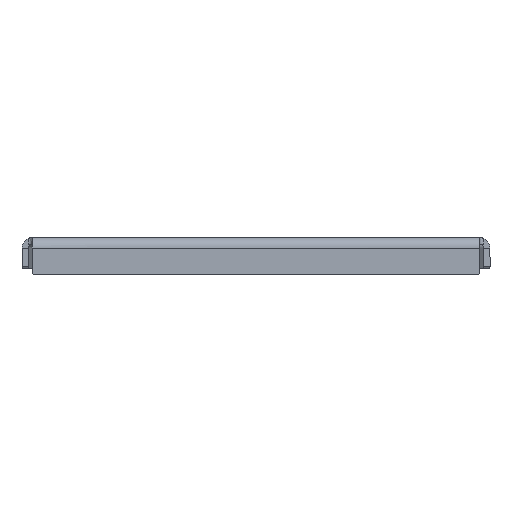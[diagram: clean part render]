
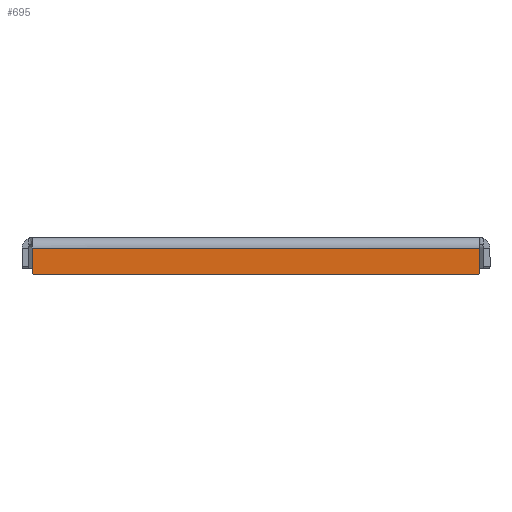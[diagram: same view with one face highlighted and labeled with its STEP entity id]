
A CAD part, front view. The second image highlights one B-rep face of the part: STEP entity #695.
In plain terms, the highlighted planar face has unit normal (0, -1, 0).
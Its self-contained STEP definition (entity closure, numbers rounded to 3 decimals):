
#11 = DIRECTION ( 'NONE',  ( 0., 0., 1. ) ) ;
#91 = AXIS2_PLACEMENT_3D ( 'NONE', #701, #1756, #836 ) ;
#95 = EDGE_CURVE ( 'NONE', #1930, #303, #1906, .T. ) ;
#96 = ORIENTED_EDGE ( 'NONE', *, *, #95, .F. ) ;
#103 = CARTESIAN_POINT ( 'NONE',  ( 110.515, -70.749, 0. ) ) ;
#166 = CARTESIAN_POINT ( 'NONE',  ( 110.515, -70.749, -2. ) ) ;
#303 = VERTEX_POINT ( 'NONE', #1156 ) ;
#307 = EDGE_CURVE ( 'NONE', #1390, #842, #972, .T. ) ;
#322 = DIRECTION ( 'NONE',  ( 1., 0., 0. ) ) ;
#345 = DIRECTION ( 'NONE',  ( 0., -1., 0. ) ) ;
#349 = VERTEX_POINT ( 'NONE', #1451 ) ;
#355 = VECTOR ( 'NONE', #1248, 1000. ) ;
#412 = CIRCLE ( 'NONE', #1380, 1. ) ;
#445 = EDGE_CURVE ( 'NONE', #1212, #303, #1446, .T. ) ;
#560 = ORIENTED_EDGE ( 'NONE', *, *, #445, .T. ) ;
#564 = ORIENTED_EDGE ( 'NONE', *, *, #985, .T. ) ;
#578 = EDGE_CURVE ( 'NONE', #842, #349, #738, .T. ) ;
#586 = ORIENTED_EDGE ( 'NONE', *, *, #610, .T. ) ;
#610 = EDGE_CURVE ( 'NONE', #1930, #1390, #1336, .T. ) ;
#666 = DIRECTION ( 'NONE',  ( 0., 1., 0. ) ) ;
#695 = ADVANCED_FACE ( 'NONE', ( #1314 ), #1271, .F. ) ;
#701 = CARTESIAN_POINT ( 'NONE',  ( -109.515, -70.749, -13.894 ) ) ;
#738 = LINE ( 'NONE', #1533, #355 ) ;
#781 = CARTESIAN_POINT ( 'NONE',  ( 109.515, -70.749, -13.894 ) ) ;
#836 = DIRECTION ( 'NONE',  ( 0., 0., 1. ) ) ;
#842 = VERTEX_POINT ( 'NONE', #899 ) ;
#899 = CARTESIAN_POINT ( 'NONE',  ( -109.515, -70.749, -14.894 ) ) ;
#972 = CIRCLE ( 'NONE', #91, 1. ) ;
#985 = EDGE_CURVE ( 'NONE', #349, #1212, #412, .T. ) ;
#1028 = ORIENTED_EDGE ( 'NONE', *, *, #578, .T. ) ;
#1054 = ORIENTED_EDGE ( 'NONE', *, *, #307, .T. ) ;
#1059 = CARTESIAN_POINT ( 'NONE',  ( -110.515, -70.749, -13.894 ) ) ;
#1102 = CARTESIAN_POINT ( 'NONE',  ( -110.515, -70.749, 0. ) ) ;
#1136 = CARTESIAN_POINT ( 'NONE',  ( -110.515, -70.749, -2. ) ) ;
#1156 = CARTESIAN_POINT ( 'NONE',  ( 110.515, -70.749, -2. ) ) ;
#1212 = VERTEX_POINT ( 'NONE', #1806 ) ;
#1216 = DIRECTION ( 'NONE',  ( 0., 0., 1. ) ) ;
#1248 = DIRECTION ( 'NONE',  ( 1., 0., 0. ) ) ;
#1256 = EDGE_LOOP ( 'NONE', ( #586, #1054, #1028, #564, #560, #96 ) ) ;
#1271 = PLANE ( 'NONE',  #1432 ) ;
#1314 = FACE_OUTER_BOUND ( 'NONE', #1256, .T. ) ;
#1336 = LINE ( 'NONE', #1102, #1699 ) ;
#1380 = AXIS2_PLACEMENT_3D ( 'NONE', #781, #345, #11 ) ;
#1390 = VERTEX_POINT ( 'NONE', #1059 ) ;
#1412 = DIRECTION ( 'NONE',  ( 0., 0., -1. ) ) ;
#1413 = DIRECTION ( 'NONE',  ( 0., 0., 1. ) ) ;
#1429 = CARTESIAN_POINT ( 'NONE',  ( 0., -70.749, 0. ) ) ;
#1432 = AXIS2_PLACEMENT_3D ( 'NONE', #1429, #666, #1413 ) ;
#1446 = LINE ( 'NONE', #103, #1558 ) ;
#1451 = CARTESIAN_POINT ( 'NONE',  ( 109.515, -70.749, -14.894 ) ) ;
#1533 = CARTESIAN_POINT ( 'NONE',  ( 0., -70.749, -14.894 ) ) ;
#1558 = VECTOR ( 'NONE', #1216, 1000. ) ;
#1699 = VECTOR ( 'NONE', #1412, 1000. ) ;
#1756 = DIRECTION ( 'NONE',  ( 0., -1., 0. ) ) ;
#1806 = CARTESIAN_POINT ( 'NONE',  ( 110.515, -70.749, -13.894 ) ) ;
#1906 = LINE ( 'NONE', #166, #1931 ) ;
#1930 = VERTEX_POINT ( 'NONE', #1136 ) ;
#1931 = VECTOR ( 'NONE', #322, 1000. ) ;
